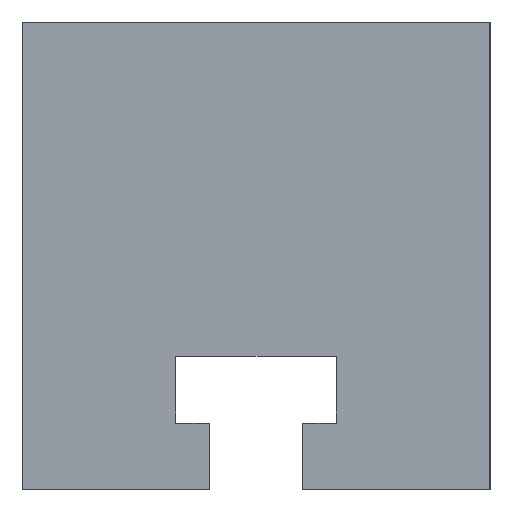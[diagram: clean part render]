
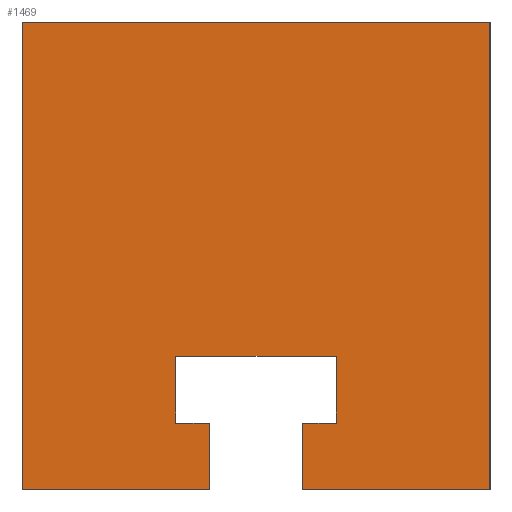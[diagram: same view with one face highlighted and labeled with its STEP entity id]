
A CAD part, left-side view. The second image highlights one B-rep face of the part: STEP entity #1469.
In plain terms, the highlighted planar face has unit normal (-1, 0, 0).
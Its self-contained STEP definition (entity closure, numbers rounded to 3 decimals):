
#599=EDGE_CURVE('',#1451,#639,#1710,.T.);
#639=VERTEX_POINT('',#1753);
#713=VERTEX_POINT('',#1830);
#737=EDGE_CURVE('',#1573,#1417,#1854,.T.);
#751=VERTEX_POINT('',#1868);
#771=EDGE_CURVE('',#1651,#713,#1888,.T.);
#789=EDGE_CURVE('',#639,#1651,#1908,.T.);
#929=EDGE_CURVE('',#1433,#1343,#2059,.T.);
#941=VERTEX_POINT('',#2073);
#1139=EDGE_CURVE('',#1511,#1433,#2288,.T.);
#1185=VERTEX_POINT('',#2341);
#1189=EDGE_CURVE('',#713,#941,#2345,.T.);
#1281=EDGE_CURVE('',#941,#1511,#2444,.T.);
#1319=EDGE_CURVE('',#1185,#1573,#2483,.T.);
#1343=VERTEX_POINT('',#2508);
#1417=VERTEX_POINT('',#2590);
#1433=VERTEX_POINT('',#2607);
#1451=VERTEX_POINT('',#2626);
#1469=ADVANCED_FACE('',(#2649),#2650,.T.);
#1497=EDGE_CURVE('',#1343,#751,#2679,.T.);
#1511=VERTEX_POINT('',#2695);
#1573=VERTEX_POINT('',#2767);
#1589=EDGE_CURVE('',#751,#1185,#2784,.T.);
#1605=EDGE_CURVE('',#1451,#1417,#2803,.T.);
#1651=VERTEX_POINT('',#2855);
#1710=LINE('',#2921,#2922);
#1753=CARTESIAN_POINT('',(-20.,35.0,70.0));
#1830=CARTESIAN_POINT('',(-20.,7.0,0.0));
#1854=LINE('',#3137,#3138);
#1868=CARTESIAN_POINT('',(-20.,-12.0,10.0));
#1888=LINE('',#3189,#3190);
#1908=LINE('',#3215,#3216);
#2059=LINE('',#3438,#3439);
#2073=CARTESIAN_POINT('',(-20.,7.0,10.0));
#2288=LINE('',#3767,#3768);
#2341=CARTESIAN_POINT('',(-20.,-7.0,10.0));
#2345=LINE('',#3848,#3849);
#2444=LINE('',#3997,#3998);
#2483=LINE('',#4055,#4056);
#2508=CARTESIAN_POINT('',(-20.,-12.0,20.0));
#2590=CARTESIAN_POINT('',(-20.,-35.0,0.0));
#2607=CARTESIAN_POINT('',(-20.,12.0,20.0));
#2626=CARTESIAN_POINT('',(-20.,-35.0,70.0));
#2649=FACE_OUTER_BOUND('',#4291,.T.);
#2650=PLANE('',#4292);
#2679=LINE('',#4338,#4339);
#2695=CARTESIAN_POINT('',(-20.,12.0,10.0));
#2767=CARTESIAN_POINT('',(-20.,-7.0,0.0));
#2784=LINE('',#4483,#4484);
#2803=LINE('',#4508,#4509);
#2855=CARTESIAN_POINT('',(-20.,35.0,0.0));
#2921=CARTESIAN_POINT('',(-20.,-35.0,70.0));
#2922=VECTOR('',#4636,1.0);
#3137=CARTESIAN_POINT('',(-20.,-35.0,0.0));
#3138=VECTOR('',#4729,1.0);
#3189=CARTESIAN_POINT('',(-20.,-35.0,0.0));
#3190=VECTOR('',#4743,1.0);
#3215=CARTESIAN_POINT('',(-20.,35.0,35.0));
#3216=VECTOR('',#4766,1.0);
#3438=CARTESIAN_POINT('',(-20.,14.0,20.0));
#3439=VECTOR('',#4925,1.0);
#3767=CARTESIAN_POINT('',(-20.,12.0,25.0));
#3768=VECTOR('',#5161,1.0);
#3848=CARTESIAN_POINT('',(-20.,7.0,22.5));
#3849=VECTOR('',#5263,1.0);
#3997=CARTESIAN_POINT('',(-20.,23.5,10.0));
#3998=VECTOR('',#5357,1.0);
#4055=CARTESIAN_POINT('',(-20.,-7.0,17.5));
#4056=VECTOR('',#5377,1.0);
#4291=EDGE_LOOP('',(#5550,#5551,#5552,#5553,#5554,#5555,#5556,#5557,#5558,#5559,#5560,#5561));
#4292=AXIS2_PLACEMENT_3D('',#5562,#5563,#5564);
#4338=CARTESIAN_POINT('',(-20.,-12.0,27.5));
#4339=VECTOR('',#5581,1.0);
#4483=CARTESIAN_POINT('',(-20.,14.0,10.0));
#4484=VECTOR('',#5707,1.0);
#4508=CARTESIAN_POINT('',(-20.,-35.0,35.0));
#4509=VECTOR('',#5734,1.0);
#4636=DIRECTION('',(0.0,1.0,0.0));
#4729=DIRECTION('',(0.0,-1.0,0.0));
#4743=DIRECTION('',(0.0,-1.0,0.0));
#4766=DIRECTION('',(0.0,0.0,-1.0));
#4925=DIRECTION('',(0.0,-1.0,0.0));
#5161=DIRECTION('',(0.0,0.0,1.0));
#5263=DIRECTION('',(0.0,0.0,1.0));
#5357=DIRECTION('',(0.0,1.0,0.0));
#5377=DIRECTION('',(0.0,0.0,-1.0));
#5550=ORIENTED_EDGE('',*,*,#1497,.T.);
#5551=ORIENTED_EDGE('',*,*,#1589,.T.);
#5552=ORIENTED_EDGE('',*,*,#1319,.T.);
#5553=ORIENTED_EDGE('',*,*,#737,.T.);
#5554=ORIENTED_EDGE('',*,*,#1605,.F.);
#5555=ORIENTED_EDGE('',*,*,#599,.T.);
#5556=ORIENTED_EDGE('',*,*,#789,.T.);
#5557=ORIENTED_EDGE('',*,*,#771,.T.);
#5558=ORIENTED_EDGE('',*,*,#1189,.T.);
#5559=ORIENTED_EDGE('',*,*,#1281,.T.);
#5560=ORIENTED_EDGE('',*,*,#1139,.T.);
#5561=ORIENTED_EDGE('',*,*,#929,.T.);
#5562=CARTESIAN_POINT('',(-20.,35.0,35.0));
#5563=DIRECTION('',(-1.0,0.0,0.0));
#5564=DIRECTION('',(0.0,0.0,-1.0));
#5581=DIRECTION('',(0.0,0.0,-1.0));
#5707=DIRECTION('',(0.0,1.0,0.0));
#5734=DIRECTION('',(0.0,0.0,-1.0));
